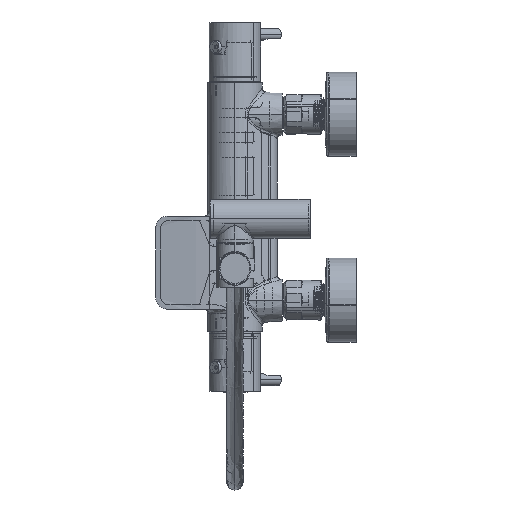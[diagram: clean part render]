
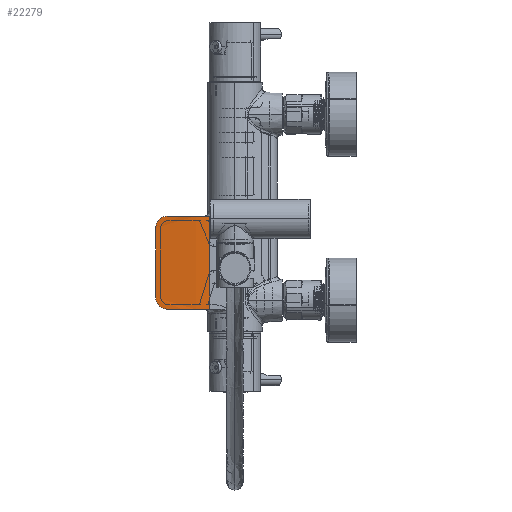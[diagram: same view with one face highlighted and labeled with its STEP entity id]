
A CAD part, front view. The second image highlights one B-rep face of the part: STEP entity #22279.
In plain terms, the highlighted cylindrical face has radius 301.25 mm (diameter 602.5 mm), a partial arc.
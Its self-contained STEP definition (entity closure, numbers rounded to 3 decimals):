
#627 = CARTESIAN_POINT ( 'NONE',  ( -58.325, -20.072, -80.799 ) ) ;
#1135 = CARTESIAN_POINT ( 'NONE',  ( -63.125, -19.422, -74.891 ) ) ;
#1527 = CARTESIAN_POINT ( 'NONE',  ( -63.431, -19.377, -15.889 ) ) ;
#1631 = CARTESIAN_POINT ( 'NONE',  ( -54.257, -20.562, -81.75 ) ) ;
#1723 = EDGE_CURVE ( 'NONE', #7211, #24721, #84690, .T. ) ;
#2338 = DIRECTION ( 'NONE',  ( 0., 0., 1. ) ) ;
#2741 = EDGE_CURVE ( 'NONE', #71095, #51144, #80300, .T. ) ;
#6582 = CARTESIAN_POINT ( 'NONE',  ( -57.207, -20.213, -7.735 ) ) ;
#7211 = VERTEX_POINT ( 'NONE', #41047 ) ;
#7568 = CARTESIAN_POINT ( 'NONE',  ( -54.864, -20.493, -7.25 ) ) ;
#8071 = CARTESIAN_POINT ( 'NONE',  ( -63.195, -19.412, -14.389 ) ) ;
#8182 = CARTESIAN_POINT ( 'NONE',  ( -61.559, -19.643, -78.136 ) ) ;
#8505 = CARTESIAN_POINT ( 'NONE',  ( -20.268, 278.764, -7.25 ) ) ;
#8672 = CARTESIAN_POINT ( 'NONE',  ( -60.328, -19.811, -79.465 ) ) ;
#10547 = CARTESIAN_POINT ( 'NONE',  ( -20.268, 278.764, -81.75 ) ) ;
#13369 = VECTOR ( 'NONE', #58233, 1000. ) ;
#13775 = EDGE_CURVE ( 'NONE', #65121, #71095, #57426, .T. ) ;
#16157 = CARTESIAN_POINT ( 'NONE',  ( -62.744, -19.476, -12.947 ) ) ;
#16765 = CARTESIAN_POINT ( 'NONE',  ( -63.372, -19.386, -73.711 ) ) ;
#17158 = CARTESIAN_POINT ( 'NONE',  ( -62.489, -19.512, -12.402 ) ) ;
#17252 = CARTESIAN_POINT ( 'NONE',  ( -63.431, -19.377, -73.111 ) ) ;
#17451 = CYLINDRICAL_SURFACE ( 'NONE', #21563, 301.25 ) ;
#17567 = CIRCLE ( 'NONE', #67160, 301.25 ) ;
#20746 = CARTESIAN_POINT ( 'NONE',  ( -54.257, -20.562, -7.25 ) ) ;
#21228 = CARTESIAN_POINT ( 'NONE',  ( -56.631, -20.283, -7.559 ) ) ;
#21563 = AXIS2_PLACEMENT_3D ( 'NONE', #24502, #2338, #32961 ) ;
#22279 = ADVANCED_FACE ( 'NONE', ( #47989 ), #17451, .T. ) ;
#23701 = CARTESIAN_POINT ( 'NONE',  ( -62.206, -19.552, -11.868 ) ) ;
#23870 = EDGE_LOOP ( 'NONE', ( #87620, #86506, #30133, #56351, #49702, #38616 ) ) ;
#24295 = CARTESIAN_POINT ( 'NONE',  ( -62.223, -19.55, -77.131 ) ) ;
#24502 = CARTESIAN_POINT ( 'NONE',  ( -20.268, 278.764, -93.1 ) ) ;
#24698 = CARTESIAN_POINT ( 'NONE',  ( -63.431, -19.377, -16.5 ) ) ;
#24721 = VERTEX_POINT ( 'NONE', #39230 ) ;
#25087 = AXIS2_PLACEMENT_3D ( 'NONE', #8505, #31613, #25144 ) ;
#25144 = DIRECTION ( 'NONE',  ( 0., -1., 0. ) ) ;
#27708 = CARTESIAN_POINT ( 'NONE',  ( -63.431, -19.377, -93.1 ) ) ;
#30133 = ORIENTED_EDGE ( 'NONE', *, *, #45738, .T. ) ;
#31275 = CARTESIAN_POINT ( 'NONE',  ( -57.785, -20.141, -81.057 ) ) ;
#31383 = CIRCLE ( 'NONE', #25087, 301.25 ) ;
#31613 = DIRECTION ( 'NONE',  ( 0., 0., -1. ) ) ;
#31783 = CARTESIAN_POINT ( 'NONE',  ( -62.504, -19.51, -76.6 ) ) ;
#32961 = DIRECTION ( 'NONE',  ( 0., -1., 0. ) ) ;
#33277 = CARTESIAN_POINT ( 'NONE',  ( -63.198, -19.411, -74.598 ) ) ;
#33717 = EDGE_CURVE ( 'NONE', #51144, #49332, #60938, .T. ) ;
#33871 = CARTESIAN_POINT ( 'NONE',  ( -63.431, -19.377, -72.5 ) ) ;
#35058 = CARTESIAN_POINT ( 'NONE',  ( -54.257, -20.562, -81.75 ) ) ;
#37196 = CARTESIAN_POINT ( 'NONE',  ( -57.494, -20.177, -7.838 ) ) ;
#38616 = ORIENTED_EDGE ( 'NONE', *, *, #33717, .T. ) ;
#38786 = CARTESIAN_POINT ( 'NONE',  ( -59.866, -19.872, -79.848 ) ) ;
#39230 = CARTESIAN_POINT ( 'NONE',  ( -20.268, -22.486, -7.25 ) ) ;
#41047 = CARTESIAN_POINT ( 'NONE',  ( -20.268, -22.486, -81.75 ) ) ;
#43775 = CARTESIAN_POINT ( 'NONE',  ( -60.323, -19.811, -9.53 ) ) ;
#45738 = EDGE_CURVE ( 'NONE', #24721, #65121, #31383, .T. ) ;
#46349 = CARTESIAN_POINT ( 'NONE',  ( -63.431, -19.377, -72.5 ) ) ;
#47163 = DIRECTION ( 'NONE',  ( 0., 0., 1. ) ) ;
#47687 = CARTESIAN_POINT ( 'NONE',  ( -62.05, -19.574, -11.606 ) ) ;
#47989 = FACE_OUTER_BOUND ( 'NONE', #23870, .T. ) ;
#49332 = VERTEX_POINT ( 'NONE', #35058 ) ;
#49702 = ORIENTED_EDGE ( 'NONE', *, *, #2741, .T. ) ;
#51144 = VERTEX_POINT ( 'NONE', #33871 ) ;
#51223 = CARTESIAN_POINT ( 'NONE',  ( -56.34, -20.318, -7.486 ) ) ;
#54172 = CARTESIAN_POINT ( 'NONE',  ( -63.372, -19.386, -15.285 ) ) ;
#54291 = CARTESIAN_POINT ( 'NONE',  ( -56.648, -20.281, -81.437 ) ) ;
#54794 = CARTESIAN_POINT ( 'NONE',  ( -56.354, -20.317, -81.511 ) ) ;
#56351 = ORIENTED_EDGE ( 'NONE', *, *, #13775, .T. ) ;
#57426 = B_SPLINE_CURVE_WITH_KNOTS ( 'NONE', 3,
 ( #20746, #7568, #58788, #51223, #21228, #6582, #37196, #67763, #89293, #98296, #43775, #90779, #77747, #47687, #23701, #17158, #16157, #93246, #84740, #8071, #54172, #1527, #24698 ),
 .UNSPECIFIED., .F., .F.,
 ( 4, 2, 2, 2, 2, 2, 2, 2, 1, 2, 2, 4 ),
 ( 0., 0.002, 0.003, 0.004, 0.005, 0.007, 0.009, 0.01, 0.011, 0.012, 0.013, 0.014 ),
 .UNSPECIFIED. ) ;
#58233 = DIRECTION ( 'NONE',  ( 0., 0., -1. ) ) ;
#58788 = CARTESIAN_POINT ( 'NONE',  ( -55.46, -20.424, -7.31 ) ) ;
#60938 = B_SPLINE_CURVE_WITH_KNOTS ( 'NONE', 3,
 ( #46349, #17252, #16765, #33277, #1135, #76870, #63331, #31783, #24295, #8182, #77850, #8672, #38786, #93848, #61844, #627, #31275, #69876, #54291, #54794, #84848, #92345, #1631 ),
 .UNSPECIFIED., .F., .F.,
 ( 4, 2, 2, 2, 2, 2, 2, 2, 1, 2, 2, 4 ),
 ( 0., 0.002, 0.003, 0.004, 0.005, 0.007, 0.009, 0.01, 0.011, 0.012, 0.013, 0.014 ),
 .UNSPECIFIED. ) ;
#61191 = CARTESIAN_POINT ( 'NONE',  ( -20.268, -22.486, -93.1 ) ) ;
#61844 = CARTESIAN_POINT ( 'NONE',  ( -58.855, -20.004, -80.513 ) ) ;
#62714 = DIRECTION ( 'NONE',  ( 0., 0., 1. ) ) ;
#63331 = CARTESIAN_POINT ( 'NONE',  ( -62.849, -19.461, -75.76 ) ) ;
#64600 = CARTESIAN_POINT ( 'NONE',  ( -54.257, -20.562, -7.25 ) ) ;
#65121 = VERTEX_POINT ( 'NONE', #64600 ) ;
#67019 = EDGE_CURVE ( 'NONE', #49332, #7211, #17567, .T. ) ;
#67160 = AXIS2_PLACEMENT_3D ( 'NONE', #10547, #62714, #95183 ) ;
#67763 = CARTESIAN_POINT ( 'NONE',  ( -58.327, -20.072, -8.186 ) ) ;
#69876 = CARTESIAN_POINT ( 'NONE',  ( -57.222, -20.211, -81.26 ) ) ;
#71095 = VERTEX_POINT ( 'NONE', #73314 ) ;
#73314 = CARTESIAN_POINT ( 'NONE',  ( -63.431, -19.377, -16.5 ) ) ;
#76870 = CARTESIAN_POINT ( 'NONE',  ( -62.951, -19.447, -75.471 ) ) ;
#77747 = CARTESIAN_POINT ( 'NONE',  ( -61.548, -19.644, -10.848 ) ) ;
#77850 = CARTESIAN_POINT ( 'NONE',  ( -61.173, -19.696, -78.612 ) ) ;
#80300 = LINE ( 'NONE', #27708, #13369 ) ;
#84690 = LINE ( 'NONE', #61191, #88406 ) ;
#84740 = CARTESIAN_POINT ( 'NONE',  ( -63.121, -19.422, -14.093 ) ) ;
#84848 = CARTESIAN_POINT ( 'NONE',  ( -55.464, -20.423, -81.69 ) ) ;
#86506 = ORIENTED_EDGE ( 'NONE', *, *, #1723, .T. ) ;
#87620 = ORIENTED_EDGE ( 'NONE', *, *, #67019, .T. ) ;
#88406 = VECTOR ( 'NONE', #47163, 1000. ) ;
#89293 = CARTESIAN_POINT ( 'NONE',  ( -58.854, -20.005, -8.47 ) ) ;
#90779 = CARTESIAN_POINT ( 'NONE',  ( -61.168, -19.697, -10.383 ) ) ;
#92345 = CARTESIAN_POINT ( 'NONE',  ( -54.864, -20.493, -81.75 ) ) ;
#93246 = CARTESIAN_POINT ( 'NONE',  ( -62.946, -19.447, -13.514 ) ) ;
#93848 = CARTESIAN_POINT ( 'NONE',  ( -59.115, -19.971, -80.355 ) ) ;
#95183 = DIRECTION ( 'NONE',  ( 0., -1., 0. ) ) ;
#98296 = CARTESIAN_POINT ( 'NONE',  ( -59.851, -19.874, -9.14 ) ) ;
